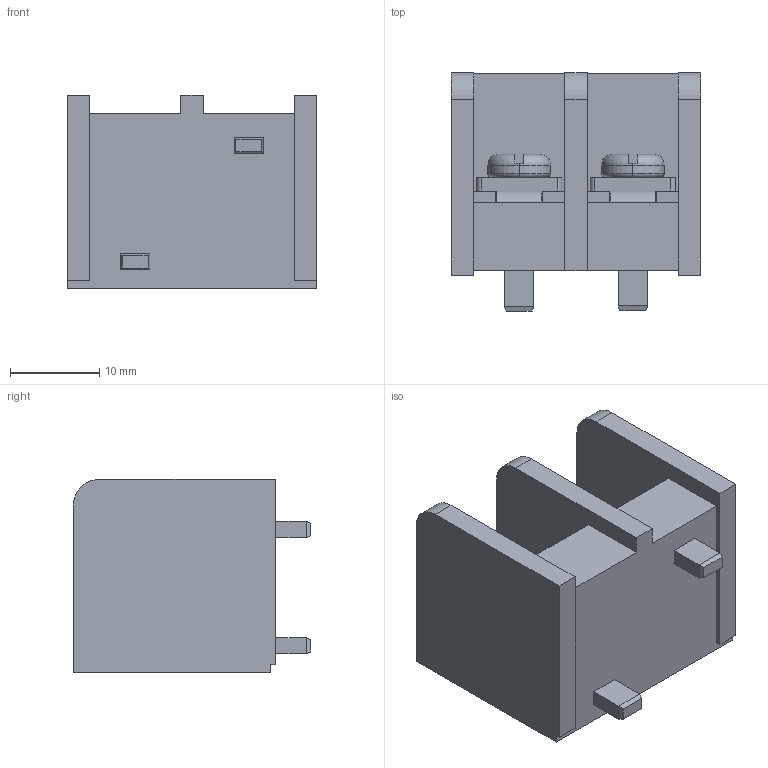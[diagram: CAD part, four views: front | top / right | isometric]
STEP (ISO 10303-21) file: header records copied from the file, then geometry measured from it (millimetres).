
FILE_DESCRIPTION (( 'STEP AP214' ), '1' );
FILE_NAME ('0389690002.STEP', '2022-12-29T11:29:43', ( '' ), ( '' ), 'SwSTEP 2.0', 'SolidWorks 2021', '' );
FILE_SCHEMA (( 'AUTOMOTIVE_DESIGN' ));
Length unit declared in the file: millimetre
Products named in the file (1): 0389690002
Bounding box: 27.9 x 26.6 x 21.6 mm (x, y, z)
Volume: 7610.7 mm3; surface area: 6717.3 mm2
Topology: 9 solids, 9 shells, 205 faces, 521 edges, 334 vertices
Faces by surface type: plane 158, cylinder 35, torus 8, cone 4
Entity records: 6263 total; most frequent: CARTESIAN_POINT 1125, ORIENTED_EDGE 1042, DIRECTION 1023, EDGE_CURVE 521, VECTOR 415, LINE 415, VERTEX_POINT 334, AXIS2_PLACEMENT_3D 304
